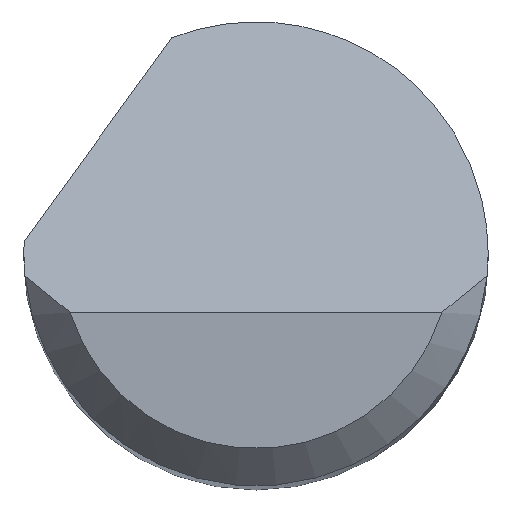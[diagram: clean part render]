
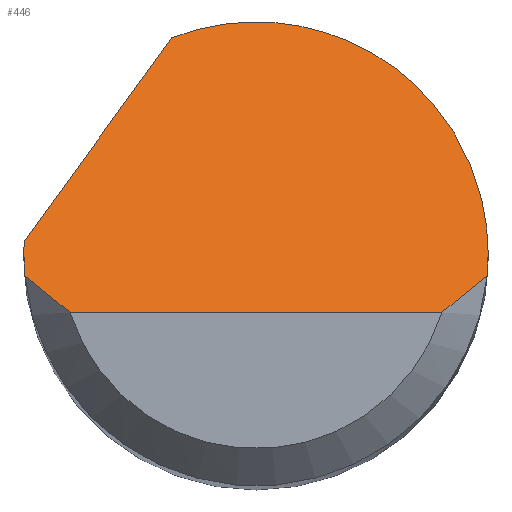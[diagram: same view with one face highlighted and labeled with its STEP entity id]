
A CAD part, top view. The second image highlights one B-rep face of the part: STEP entity #446.
In plain terms, the highlighted planar face has unit normal (0, 0.707, 0.707).
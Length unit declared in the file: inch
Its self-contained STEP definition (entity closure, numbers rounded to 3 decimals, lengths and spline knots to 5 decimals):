
#8 = VERTEX_POINT ( 'NONE', #408 ) ;
#13 =( BOUNDED_CURVE ( )  B_SPLINE_CURVE ( 3, ( #267, #314, #317, #406 ),
 .UNSPECIFIED., .F., .T. ) 
 B_SPLINE_CURVE_WITH_KNOTS ( ( 4, 4 ),
 ( 4.61892, 4.71239 ),
 .UNSPECIFIED. ) 
 CURVE ( )  GEOMETRIC_REPRESENTATION_ITEM ( )  RATIONAL_B_SPLINE_CURVE ( ( 1., 0.999, 0.999, 1. ) ) 
 REPRESENTATION_ITEM ( '' )  );
#20 = CARTESIAN_POINT ( 'NONE',  ( -0.07508, -0.02375, 1.5 ) ) ;
#21 = B_SPLINE_CURVE_WITH_KNOTS ( 'NONE', 3,
 ( #196, #205, #507, #20 ),
 .UNSPECIFIED., .F., .F.,
 ( 4, 4 ),
 ( 0., 0.00071 ),
 .UNSPECIFIED. ) ;
#27 = CARTESIAN_POINT ( 'NONE',  ( -0.09362, 0.005, 1.47125 ) ) ;
#35 = ORIENTED_EDGE ( 'NONE', *, *, #237, .T. ) ;
#47 =( BOUNDED_CURVE ( )  B_SPLINE_CURVE ( 3, ( #123, #435, #471, #214 ),
 .UNSPECIFIED., .F., .T. ) 
 B_SPLINE_CURVE_WITH_KNOTS ( ( 4, 4 ),
 ( 4.71239, 4.76575 ),
 .UNSPECIFIED. ) 
 CURVE ( )  GEOMETRIC_REPRESENTATION_ITEM ( )  RATIONAL_B_SPLINE_CURVE ( ( 1., 1., 1., 1. ) ) 
 REPRESENTATION_ITEM ( '' )  );
#60 = B_SPLINE_CURVE_WITH_KNOTS ( 'NONE', 3,
 ( #349, #397, #146, #264 ),
 .UNSPECIFIED., .F., .F.,
 ( 4, 4 ),
 ( 0., 0.00071 ),
 .UNSPECIFIED. ) ;
#61 = DIRECTION ( 'NONE',  ( 1., 0., 0. ) ) ;
#74 = VERTEX_POINT ( 'NONE', #92 ) ;
#80 = ORIENTED_EDGE ( 'NONE', *, *, #117, .F. ) ;
#92 = CARTESIAN_POINT ( 'NONE',  ( 0.09375, 0., 1.47625 ) ) ;
#98 = DIRECTION ( 'NONE',  ( 0., 0.707, -0.707 ) ) ;
#108 = CARTESIAN_POINT ( 'NONE',  ( 0.09375, -0.00292, 1.47917 ) ) ;
#110 = DIRECTION ( 'NONE',  ( 0., -0.707, -0.707 ) ) ;
#111 = CARTESIAN_POINT ( 'NONE',  ( 0.07508, -0.02375, 1.5 ) ) ;
#113 =( BOUNDED_CURVE ( )  B_SPLINE_CURVE ( 3, ( #145, #187, #271, #535 ),
 .UNSPECIFIED., .F., .F. ) 
 B_SPLINE_CURVE_WITH_KNOTS ( ( 4, 4 ),
 ( 5.91277, 7.85398 ),
 .UNSPECIFIED. ) 
 CURVE ( )  GEOMETRIC_REPRESENTATION_ITEM ( )  RATIONAL_B_SPLINE_CURVE ( ( 1., 0.71, 0.71, 1. ) ) 
 REPRESENTATION_ITEM ( '' )  );
#117 = EDGE_CURVE ( 'NONE', #545, #553, #13, .T. ) ;
#123 = CARTESIAN_POINT ( 'NONE',  ( -0.09375, 0., 1.47625 ) ) ;
#125 = CARTESIAN_POINT ( 'NONE',  ( -0.09334, -0.00875, 1.485 ) ) ;
#141 = ORIENTED_EDGE ( 'NONE', *, *, #525, .F. ) ;
#143 = EDGE_CURVE ( 'NONE', #8, #74, #113, .T. ) ;
#145 = CARTESIAN_POINT ( 'NONE',  ( -0.03394, 0.08739, 1.38886 ) ) ;
#146 = CARTESIAN_POINT ( 'NONE',  ( 0.08761, -0.01397, 1.49022 ) ) ;
#157 = CARTESIAN_POINT ( 'NONE',  ( -0.11014, -0.01781, 1.49406 ) ) ;
#161 = CARTESIAN_POINT ( 'NONE',  ( -0.09375, -0.02375, 1.5 ) ) ;
#166 = CARTESIAN_POINT ( 'NONE',  ( 0., -0.02375, 1.5 ) ) ;
#170 = VERTEX_POINT ( 'NONE', #559 ) ;
#187 = CARTESIAN_POINT ( 'NONE',  ( 0.03379, 0.11369, 1.36256 ) ) ;
#189 =( BOUNDED_CURVE ( )  B_SPLINE_CURVE ( 3, ( #365, #108, #552, #276 ),
 .UNSPECIFIED., .F., .T. ) 
 B_SPLINE_CURVE_WITH_KNOTS ( ( 4, 4 ),
 ( 1.5708, 1.66427 ),
 .UNSPECIFIED. ) 
 CURVE ( )  GEOMETRIC_REPRESENTATION_ITEM ( )  RATIONAL_B_SPLINE_CURVE ( ( 1., 0.999, 0.999, 1. ) ) 
 REPRESENTATION_ITEM ( '' )  );
#190 = DIRECTION ( 'NONE',  ( 0.456, 0.629, -0.629 ) ) ;
#196 = CARTESIAN_POINT ( 'NONE',  ( -0.09334, -0.00875, 1.485 ) ) ;
#205 = CARTESIAN_POINT ( 'NONE',  ( -0.08761, -0.01397, 1.49022 ) ) ;
#206 = VERTEX_POINT ( 'NONE', #111 ) ;
#214 = CARTESIAN_POINT ( 'NONE',  ( -0.09362, 0.005, 1.47125 ) ) ;
#226 = VECTOR ( 'NONE', #190, 39.37008 ) ;
#232 = EDGE_CURVE ( 'NONE', #545, #170, #21, .T. ) ;
#237 = EDGE_CURVE ( 'NONE', #170, #206, #426, .T. ) ;
#240 = VERTEX_POINT ( 'NONE', #374 ) ;
#249 = VERTEX_POINT ( 'NONE', #27 ) ;
#254 = EDGE_CURVE ( 'NONE', #74, #240, #189, .T. ) ;
#264 = CARTESIAN_POINT ( 'NONE',  ( 0.09334, -0.00875, 1.485 ) ) ;
#267 = CARTESIAN_POINT ( 'NONE',  ( -0.09334, -0.00875, 1.485 ) ) ;
#271 = CARTESIAN_POINT ( 'NONE',  ( 0.09375, 0.07266, 1.40359 ) ) ;
#276 = CARTESIAN_POINT ( 'NONE',  ( 0.09334, -0.00875, 1.485 ) ) ;
#284 = ORIENTED_EDGE ( 'NONE', *, *, #232, .T. ) ;
#296 = CARTESIAN_POINT ( 'NONE',  ( -0.09375, 0., 1.47625 ) ) ;
#308 = ORIENTED_EDGE ( 'NONE', *, *, #395, .F. ) ;
#313 = EDGE_CURVE ( 'NONE', #206, #240, #60, .T. ) ;
#314 = CARTESIAN_POINT ( 'NONE',  ( -0.09361, -0.00584, 1.48209 ) ) ;
#317 = CARTESIAN_POINT ( 'NONE',  ( -0.09375, -0.00292, 1.47917 ) ) ;
#335 = ORIENTED_EDGE ( 'NONE', *, *, #143, .F. ) ;
#349 = CARTESIAN_POINT ( 'NONE',  ( 0.07508, -0.02375, 1.5 ) ) ;
#365 = CARTESIAN_POINT ( 'NONE',  ( 0.09375, 0., 1.47625 ) ) ;
#366 = ORIENTED_EDGE ( 'NONE', *, *, #313, .T. ) ;
#374 = CARTESIAN_POINT ( 'NONE',  ( 0.09334, -0.00875, 1.485 ) ) ;
#382 = VECTOR ( 'NONE', #61, 39.37008 ) ;
#395 = EDGE_CURVE ( 'NONE', #249, #8, #410, .T. ) ;
#397 = CARTESIAN_POINT ( 'NONE',  ( 0.08157, -0.019, 1.49525 ) ) ;
#406 = CARTESIAN_POINT ( 'NONE',  ( -0.09375, 0., 1.47625 ) ) ;
#408 = CARTESIAN_POINT ( 'NONE',  ( -0.03394, 0.08739, 1.38886 ) ) ;
#410 = LINE ( 'NONE', #157, #226 ) ;
#426 = LINE ( 'NONE', #166, #382 ) ;
#435 = CARTESIAN_POINT ( 'NONE',  ( -0.09375, 0.00167, 1.47458 ) ) ;
#436 = ORIENTED_EDGE ( 'NONE', *, *, #254, .F. ) ;
#445 = EDGE_LOOP ( 'NONE', ( #35, #366, #436, #335, #308, #141, #80, #284 ) ) ;
#446 = ADVANCED_FACE ( 'NONE', ( #497 ), #538, .F. ) ;
#471 = CARTESIAN_POINT ( 'NONE',  ( -0.09371, 0.00333, 1.47292 ) ) ;
#497 = FACE_OUTER_BOUND ( 'NONE', #445, .T. ) ;
#507 = CARTESIAN_POINT ( 'NONE',  ( -0.08157, -0.019, 1.49525 ) ) ;
#515 = AXIS2_PLACEMENT_3D ( 'NONE', #161, #110, #98 ) ;
#525 = EDGE_CURVE ( 'NONE', #553, #249, #47, .T. ) ;
#535 = CARTESIAN_POINT ( 'NONE',  ( 0.09375, 0., 1.47625 ) ) ;
#538 = PLANE ( 'NONE',  #515 ) ;
#545 = VERTEX_POINT ( 'NONE', #125 ) ;
#552 = CARTESIAN_POINT ( 'NONE',  ( 0.09361, -0.00584, 1.48209 ) ) ;
#553 = VERTEX_POINT ( 'NONE', #296 ) ;
#559 = CARTESIAN_POINT ( 'NONE',  ( -0.07508, -0.02375, 1.5 ) ) ;
